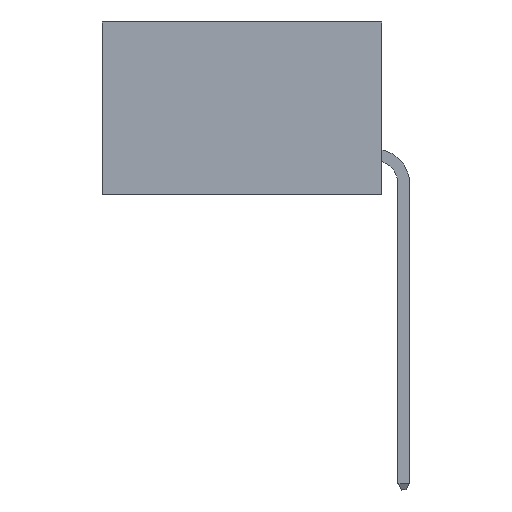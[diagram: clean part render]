
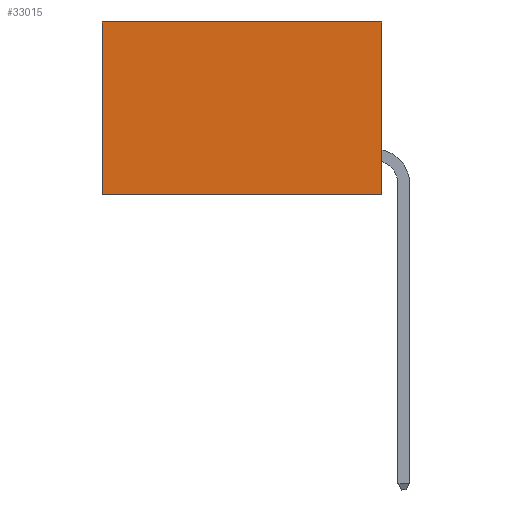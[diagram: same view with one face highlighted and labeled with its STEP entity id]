
A CAD part, left-side view. The second image highlights one B-rep face of the part: STEP entity #33015.
In plain terms, the highlighted planar face has unit normal (-1, 0, 0).
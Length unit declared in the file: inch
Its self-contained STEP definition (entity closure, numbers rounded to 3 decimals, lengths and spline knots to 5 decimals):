
#752 = LINE ( 'NONE', #20185, #2756 ) ;
#1263 = AXIS2_PLACEMENT_3D ( 'NONE', #33241, #15748, #28388 ) ;
#2242 = CARTESIAN_POINT ( 'NONE',  ( 0.2875, 0.6, 0. ) ) ;
#2756 = VECTOR ( 'NONE', #9779, 39.37008 ) ;
#3724 = CARTESIAN_POINT ( 'NONE',  ( 0.2875, 0., 0. ) ) ;
#3906 = CARTESIAN_POINT ( 'NONE',  ( 0.2875, 0., 0. ) ) ;
#5877 = DIRECTION ( 'NONE',  ( 0., 0., -1. ) ) ;
#5953 = DIRECTION ( 'NONE',  ( 0., 1., 0. ) ) ;
#6730 = CARTESIAN_POINT ( 'NONE',  ( 0.2875, 0., -0.37 ) ) ;
#8235 = CARTESIAN_POINT ( 'NONE',  ( 0.2875, 0.6, 0. ) ) ;
#8856 = EDGE_CURVE ( 'NONE', #15324, #29713, #23190, .T. ) ;
#9779 = DIRECTION ( 'NONE',  ( 0., 0., -1. ) ) ;
#12030 = LINE ( 'NONE', #8235, #29742 ) ;
#12378 = VECTOR ( 'NONE', #5953, 39.37008 ) ;
#12468 = PLANE ( 'NONE',  #1263 ) ;
#13633 = ORIENTED_EDGE ( 'NONE', *, *, #28432, .F. ) ;
#15324 = VERTEX_POINT ( 'NONE', #6730 ) ;
#15748 = DIRECTION ( 'NONE',  ( 1., 0., 0. ) ) ;
#18019 = FACE_OUTER_BOUND ( 'NONE', #32320, .T. ) ;
#18055 = DIRECTION ( 'NONE',  ( 0., 1., 0. ) ) ;
#18347 = LINE ( 'NONE', #3724, #12378 ) ;
#19141 = ORIENTED_EDGE ( 'NONE', *, *, #8856, .F. ) ;
#19148 = ORIENTED_EDGE ( 'NONE', *, *, #22653, .T. ) ;
#20185 = CARTESIAN_POINT ( 'NONE',  ( 0.2875, 0., 0. ) ) ;
#22191 = CARTESIAN_POINT ( 'NONE',  ( 0.2875, 0.6, -0.37 ) ) ;
#22394 = ORIENTED_EDGE ( 'NONE', *, *, #29066, .T. ) ;
#22452 = VERTEX_POINT ( 'NONE', #3906 ) ;
#22653 = EDGE_CURVE ( 'NONE', #27045, #29713, #12030, .T. ) ;
#23190 = LINE ( 'NONE', #30909, #26814 ) ;
#26814 = VECTOR ( 'NONE', #18055, 39.37008 ) ;
#27045 = VERTEX_POINT ( 'NONE', #2242 ) ;
#28388 = DIRECTION ( 'NONE',  ( 0., 0., -1. ) ) ;
#28432 = EDGE_CURVE ( 'NONE', #22452, #15324, #752, .T. ) ;
#29066 = EDGE_CURVE ( 'NONE', #22452, #27045, #18347, .T. ) ;
#29713 = VERTEX_POINT ( 'NONE', #22191 ) ;
#29742 = VECTOR ( 'NONE', #5877, 39.37008 ) ;
#30909 = CARTESIAN_POINT ( 'NONE',  ( 0.2875, 0., -0.37 ) ) ;
#32320 = EDGE_LOOP ( 'NONE', ( #19148, #19141, #13633, #22394 ) ) ;
#33015 = ADVANCED_FACE ( 'NONE', ( #18019 ), #12468, .F. ) ;
#33241 = CARTESIAN_POINT ( 'NONE',  ( 0.2875, 0., 0. ) ) ;
